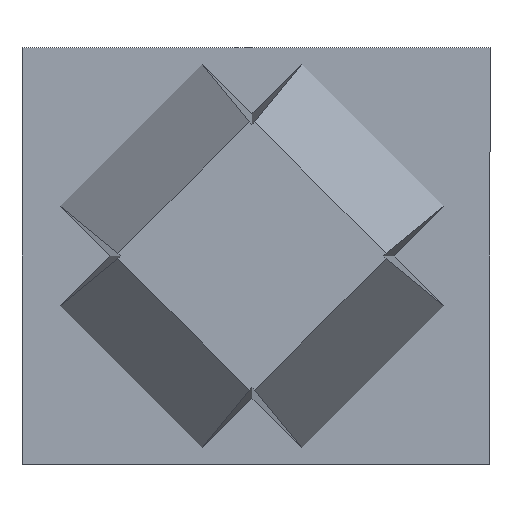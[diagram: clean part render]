
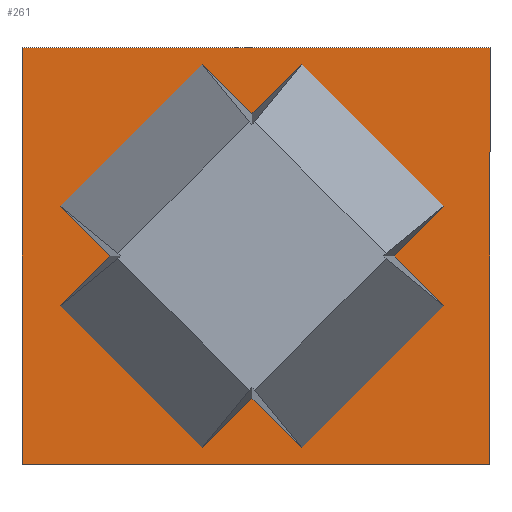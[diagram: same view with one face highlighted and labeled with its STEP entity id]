
A CAD part, front view. The second image highlights one B-rep face of the part: STEP entity #261.
In plain terms, the highlighted planar face has unit normal (0, -1, 0).
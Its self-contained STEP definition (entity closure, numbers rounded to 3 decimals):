
#2 = CARTESIAN_POINT ( 'NONE',  ( -29.084, -9.55, 0. ) ) ;
#4 = ORIENTED_EDGE ( 'NONE', *, *, #865, .F. ) ;
#23 = VECTOR ( 'NONE', #843, 1000. ) ;
#28 = AXIS2_PLACEMENT_3D ( 'NONE', #1326, #1098, #844 ) ;
#38 = CARTESIAN_POINT ( 'NONE',  ( 46.6, -9.55, -41.5 ) ) ;
#39 = DIRECTION ( 'NONE',  ( -0.707, 0., -0.707 ) ) ;
#40 = EDGE_CURVE ( 'NONE', #1113, #1238, #1502, .T. ) ;
#49 = EDGE_CURVE ( 'NONE', #504, #364, #313, .T. ) ;
#61 = CARTESIAN_POINT ( 'NONE',  ( -0.8, -9.55, -28.284 ) ) ;
#65 = LINE ( 'NONE', #751, #1110 ) ;
#73 = CARTESIAN_POINT ( 'NONE',  ( -10.718, -9.55, -38.203 ) ) ;
#90 = VERTEX_POINT ( 'NONE', #1069 ) ;
#119 = VERTEX_POINT ( 'NONE', #340 ) ;
#135 = DIRECTION ( 'NONE',  ( -0.707, 0., -0.707 ) ) ;
#148 = VERTEX_POINT ( 'NONE', #215 ) ;
#175 = VECTOR ( 'NONE', #1431, 1000. ) ;
#184 = ORIENTED_EDGE ( 'NONE', *, *, #974, .F. ) ;
#201 = EDGE_CURVE ( 'NONE', #267, #90, #918, .T. ) ;
#204 = LINE ( 'NONE', #662, #851 ) ;
#215 = CARTESIAN_POINT ( 'NONE',  ( -10.718, -9.55, 38.203 ) ) ;
#219 = VERTEX_POINT ( 'NONE', #1344 ) ;
#227 = CARTESIAN_POINT ( 'NONE',  ( 9.118, -9.55, -38.203 ) ) ;
#231 = EDGE_CURVE ( 'NONE', #827, #1113, #1459, .T. ) ;
#236 = VERTEX_POINT ( 'NONE', #838 ) ;
#259 = LINE ( 'NONE', #715, #631 ) ;
#261 = ADVANCED_FACE ( 'NONE', ( #1196, #627 ), #1470, .F. ) ;
#266 = ORIENTED_EDGE ( 'NONE', *, *, #612, .F. ) ;
#267 = VERTEX_POINT ( 'NONE', #720 ) ;
#286 = DIRECTION ( 'NONE',  ( 0.707, 0., -0.707 ) ) ;
#298 = ORIENTED_EDGE ( 'NONE', *, *, #1135, .F. ) ;
#301 = ORIENTED_EDGE ( 'NONE', *, *, #1487, .F. ) ;
#311 = VERTEX_POINT ( 'NONE', #1213 ) ;
#312 = CARTESIAN_POINT ( 'NONE',  ( -10.718, -9.55, -38.203 ) ) ;
#313 = LINE ( 'NONE', #61, #854 ) ;
#340 = CARTESIAN_POINT ( 'NONE',  ( 37.403, -9.55, -9.918 ) ) ;
#354 = VECTOR ( 'NONE', #135, 1000. ) ;
#358 = LINE ( 'NONE', #227, #855 ) ;
#364 = VERTEX_POINT ( 'NONE', #876 ) ;
#367 = CARTESIAN_POINT ( 'NONE',  ( -46.6, -9.55, -41.5 ) ) ;
#384 = VECTOR ( 'NONE', #744, 1000. ) ;
#410 = DIRECTION ( 'NONE',  ( 0., 0., -1. ) ) ;
#412 = ORIENTED_EDGE ( 'NONE', *, *, #1353, .F. ) ;
#417 = CARTESIAN_POINT ( 'NONE',  ( -29.084, -9.55, 0. ) ) ;
#420 = ORIENTED_EDGE ( 'NONE', *, *, #1423, .F. ) ;
#447 = EDGE_CURVE ( 'NONE', #1238, #538, #65, .T. ) ;
#467 = CARTESIAN_POINT ( 'NONE',  ( 9.118, -9.55, 38.203 ) ) ;
#472 = ORIENTED_EDGE ( 'NONE', *, *, #1145, .F. ) ;
#504 = VERTEX_POINT ( 'NONE', #1421 ) ;
#530 = ORIENTED_EDGE ( 'NONE', *, *, #49, .F. ) ;
#537 = ORIENTED_EDGE ( 'NONE', *, *, #201, .F. ) ;
#538 = VERTEX_POINT ( 'NONE', #73 ) ;
#547 = DIRECTION ( 'NONE',  ( 0.707, 0., -0.707 ) ) ;
#565 = VERTEX_POINT ( 'NONE', #789 ) ;
#594 = ORIENTED_EDGE ( 'NONE', *, *, #626, .F. ) ;
#605 = VECTOR ( 'NONE', #1306, 1000. ) ;
#608 = LINE ( 'NONE', #1087, #1516 ) ;
#612 = EDGE_CURVE ( 'NONE', #538, #504, #1396, .T. ) ;
#619 = EDGE_CURVE ( 'NONE', #236, #997, #1075, .T. ) ;
#625 = LINE ( 'NONE', #956, #23 ) ;
#626 = EDGE_CURVE ( 'NONE', #311, #267, #625, .T. ) ;
#627 = FACE_OUTER_BOUND ( 'NONE', #986, .T. ) ;
#631 = VECTOR ( 'NONE', #1334, 1000. ) ;
#653 = VECTOR ( 'NONE', #39, 1000. ) ;
#662 = CARTESIAN_POINT ( 'NONE',  ( -46.6, -9.55, -41.5 ) ) ;
#675 = CARTESIAN_POINT ( 'NONE',  ( 46.6, -9.55, -41.5 ) ) ;
#710 = DIRECTION ( 'NONE',  ( 0.707, 0., 0.707 ) ) ;
#715 = CARTESIAN_POINT ( 'NONE',  ( 37.403, -9.55, -9.918 ) ) ;
#720 = CARTESIAN_POINT ( 'NONE',  ( 37.403, -9.55, 9.918 ) ) ;
#744 = DIRECTION ( 'NONE',  ( 0.707, 0., -0.707 ) ) ;
#745 = LINE ( 'NONE', #38, #1157 ) ;
#751 = CARTESIAN_POINT ( 'NONE',  ( -39.003, -9.55, -9.918 ) ) ;
#775 = VECTOR ( 'NONE', #1274, 1000. ) ;
#789 = CARTESIAN_POINT ( 'NONE',  ( -0.8, -9.55, 28.284 ) ) ;
#794 = DIRECTION ( 'NONE',  ( -1., 0., 0. ) ) ;
#819 = LINE ( 'NONE', #914, #605 ) ;
#826 = VECTOR ( 'NONE', #973, 1000. ) ;
#827 = VERTEX_POINT ( 'NONE', #1125 ) ;
#835 = ORIENTED_EDGE ( 'NONE', *, *, #231, .F. ) ;
#838 = CARTESIAN_POINT ( 'NONE',  ( -46.6, -9.55, -41.5 ) ) ;
#843 = DIRECTION ( 'NONE',  ( 0.707, 0., 0.707 ) ) ;
#844 = DIRECTION ( 'NONE',  ( 0., 0., 1. ) ) ;
#851 = VECTOR ( 'NONE', #794, 1000. ) ;
#854 = VECTOR ( 'NONE', #286, 1000. ) ;
#855 = VECTOR ( 'NONE', #710, 1000. ) ;
#860 = ORIENTED_EDGE ( 'NONE', *, *, #447, .F. ) ;
#865 = EDGE_CURVE ( 'NONE', #997, #219, #819, .T. ) ;
#876 = CARTESIAN_POINT ( 'NONE',  ( 9.118, -9.55, -38.203 ) ) ;
#914 = CARTESIAN_POINT ( 'NONE',  ( -46.6, -9.55, 41.5 ) ) ;
#918 = LINE ( 'NONE', #1545, #1518 ) ;
#956 = CARTESIAN_POINT ( 'NONE',  ( 27.484, -9.55, 0. ) ) ;
#973 = DIRECTION ( 'NONE',  ( 0., 0., 1. ) ) ;
#974 = EDGE_CURVE ( 'NONE', #1263, #236, #204, .T. ) ;
#977 = EDGE_LOOP ( 'NONE', ( #420, #298, #537, #594, #412, #472, #530, #266, #860, #1247, #835, #1013 ) ) ;
#986 = EDGE_LOOP ( 'NONE', ( #301, #4, #1395, #184 ) ) ;
#997 = VERTEX_POINT ( 'NONE', #1170 ) ;
#1013 = ORIENTED_EDGE ( 'NONE', *, *, #1430, .F. ) ;
#1066 = LINE ( 'NONE', #467, #175 ) ;
#1069 = CARTESIAN_POINT ( 'NONE',  ( 9.118, -9.55, 38.203 ) ) ;
#1075 = LINE ( 'NONE', #367, #826 ) ;
#1087 = CARTESIAN_POINT ( 'NONE',  ( -0.8, -9.55, 28.284 ) ) ;
#1093 = CARTESIAN_POINT ( 'NONE',  ( -39.003, -9.55, 9.918 ) ) ;
#1098 = DIRECTION ( 'NONE',  ( 0., 1., 0. ) ) ;
#1110 = VECTOR ( 'NONE', #547, 1000. ) ;
#1113 = VERTEX_POINT ( 'NONE', #2 ) ;
#1125 = CARTESIAN_POINT ( 'NONE',  ( -39.003, -9.55, 9.918 ) ) ;
#1135 = EDGE_CURVE ( 'NONE', #90, #565, #1066, .T. ) ;
#1145 = EDGE_CURVE ( 'NONE', #364, #119, #358, .T. ) ;
#1157 = VECTOR ( 'NONE', #410, 1000. ) ;
#1170 = CARTESIAN_POINT ( 'NONE',  ( -46.6, -9.55, 41.5 ) ) ;
#1196 = FACE_BOUND ( 'NONE', #977, .T. ) ;
#1213 = CARTESIAN_POINT ( 'NONE',  ( 27.484, -9.55, 0. ) ) ;
#1214 = CARTESIAN_POINT ( 'NONE',  ( -39.003, -9.55, 9.918 ) ) ;
#1220 = LINE ( 'NONE', #1214, #354 ) ;
#1238 = VERTEX_POINT ( 'NONE', #1529 ) ;
#1247 = ORIENTED_EDGE ( 'NONE', *, *, #40, .F. ) ;
#1263 = VERTEX_POINT ( 'NONE', #675 ) ;
#1274 = DIRECTION ( 'NONE',  ( 0.707, 0., 0.707 ) ) ;
#1306 = DIRECTION ( 'NONE',  ( 1., 0., 0. ) ) ;
#1326 = CARTESIAN_POINT ( 'NONE',  ( 0., -9.55, 0. ) ) ;
#1334 = DIRECTION ( 'NONE',  ( -0.707, 0., 0.707 ) ) ;
#1344 = CARTESIAN_POINT ( 'NONE',  ( 46.6, -9.55, 41.5 ) ) ;
#1353 = EDGE_CURVE ( 'NONE', #119, #311, #259, .T. ) ;
#1395 = ORIENTED_EDGE ( 'NONE', *, *, #619, .F. ) ;
#1396 = LINE ( 'NONE', #312, #775 ) ;
#1406 = DIRECTION ( 'NONE',  ( -0.707, 0., 0.707 ) ) ;
#1421 = CARTESIAN_POINT ( 'NONE',  ( -0.8, -9.55, -28.284 ) ) ;
#1423 = EDGE_CURVE ( 'NONE', #565, #148, #608, .T. ) ;
#1430 = EDGE_CURVE ( 'NONE', #148, #827, #1220, .T. ) ;
#1431 = DIRECTION ( 'NONE',  ( -0.707, 0., -0.707 ) ) ;
#1459 = LINE ( 'NONE', #1093, #384 ) ;
#1470 = PLANE ( 'NONE',  #28 ) ;
#1471 = DIRECTION ( 'NONE',  ( -0.707, 0., 0.707 ) ) ;
#1487 = EDGE_CURVE ( 'NONE', #219, #1263, #745, .T. ) ;
#1502 = LINE ( 'NONE', #417, #653 ) ;
#1516 = VECTOR ( 'NONE', #1471, 1000. ) ;
#1518 = VECTOR ( 'NONE', #1406, 1000. ) ;
#1529 = CARTESIAN_POINT ( 'NONE',  ( -39.003, -9.55, -9.918 ) ) ;
#1545 = CARTESIAN_POINT ( 'NONE',  ( 37.403, -9.55, 9.918 ) ) ;
